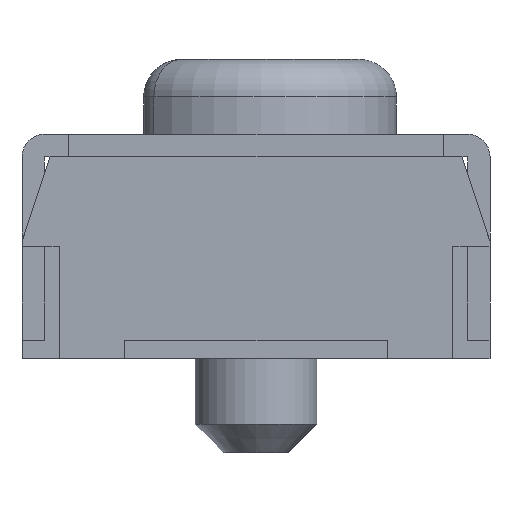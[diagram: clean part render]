
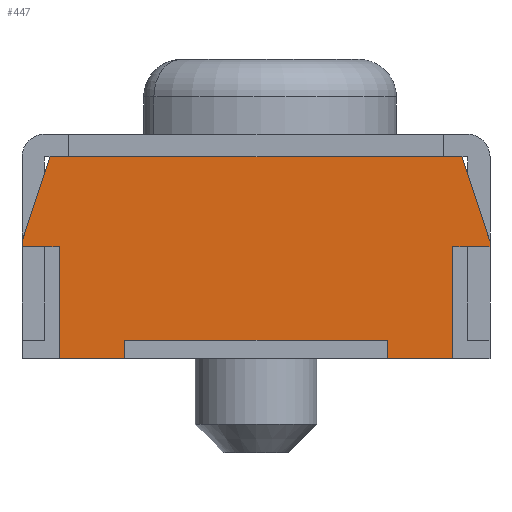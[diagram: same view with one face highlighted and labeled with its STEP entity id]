
A CAD part, left-side view. The second image highlights one B-rep face of the part: STEP entity #447.
In plain terms, the highlighted planar face has unit normal (-1, 0, 0).
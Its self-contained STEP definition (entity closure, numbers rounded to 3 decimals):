
#13=DIRECTION('',(0.,0.,1.));
#22=VERTEX_POINT('',#23);
#23=CARTESIAN_POINT('',(-1.5,-1.05,0.));
#28=DIRECTION('',(1.,0.,0.));
#30=EDGE_CURVE('',#22,#31,#33,.T.);
#31=VERTEX_POINT('',#32);
#32=CARTESIAN_POINT('',(-1.5,-1.05,0.6));
#33=LINE('',#23,#34);
#34=VECTOR('',#13,1.);
#47=VECTOR('',#48,1.);
#48=DIRECTION('',(0.,0.,-1.));
#97=VERTEX_POINT('',#98);
#98=CARTESIAN_POINT('',(-1.5,-0.7,0.));
#106=EDGE_CURVE('',#97,#22,#107,.T.);
#107=LINE('',#108,#109);
#108=CARTESIAN_POINT('',(-1.5,1.05,0.));
#109=VECTOR('',#110,1.);
#110=DIRECTION('',(0.,-1.,0.));
#176=VERTEX_POINT('',#108);
#178=EDGE_CURVE('',#176,#179,#107,.T.);
#179=VERTEX_POINT('',#180);
#180=CARTESIAN_POINT('',(-1.5,0.7,0.));
#226=VECTOR('',#227,1.);
#227=DIRECTION('',(0.,-1.,0.));
#287=VECTOR('',#288,1.);
#288=DIRECTION('',(0.,0.316,0.949));
#295=VECTOR('',#296,1.);
#296=DIRECTION('',(0.,-1.,0.));
#310=VECTOR('',#311,1.);
#311=DIRECTION('',(0.,-0.316,0.949));
#323=VECTOR('',#324,1.);
#324=DIRECTION('',(0.,1.,0.));
#437=ORIENTED_EDGE('',*,*,#438,.F.);
#438=EDGE_CURVE('',#31,#439,#441,.T.);
#439=VERTEX_POINT('',#440);
#440=CARTESIAN_POINT('',(-1.5,-1.13,0.6));
#441=LINE('',#32,#226);
#447=ADVANCED_FACE('',(#448),#517,.F.);
#448=FACE_BOUND('',#449,.F.);
#449=EDGE_LOOP('',(#450,#451,#456,#461,#465,#470,#475,#480,#485,#489,#494,#499,#437,#501,#502,#503,#508,#514));
#450=ORIENTED_EDGE('',*,*,#178,.F.);
#451=ORIENTED_EDGE('',*,*,#452,.T.);
#452=EDGE_CURVE('',#176,#453,#455,.T.);
#453=VERTEX_POINT('',#454);
#454=CARTESIAN_POINT('',(-1.5,1.05,0.6));
#455=LINE('',#108,#34);
#456=ORIENTED_EDGE('',*,*,#457,.T.);
#457=EDGE_CURVE('',#453,#458,#460,.T.);
#458=VERTEX_POINT('',#459);
#459=CARTESIAN_POINT('',(-1.5,1.13,0.6));
#460=LINE('',#454,#323);
#461=ORIENTED_EDGE('',*,*,#462,.T.);
#462=EDGE_CURVE('',#458,#463,#460,.T.);
#463=VERTEX_POINT('',#464);
#464=CARTESIAN_POINT('',(-1.5,1.25,0.6));
#465=ORIENTED_EDGE('',*,*,#466,.T.);
#466=EDGE_CURVE('',#463,#467,#469,.T.);
#467=VERTEX_POINT('',#468);
#468=CARTESIAN_POINT('',(-1.5,1.25,0.63));
#469=LINE('',#464,#34);
#470=ORIENTED_EDGE('',*,*,#471,.T.);
#471=EDGE_CURVE('',#467,#472,#474,.T.);
#472=VERTEX_POINT('',#473);
#473=CARTESIAN_POINT('',(-1.5,1.1,1.08));
#474=LINE('',#468,#310);
#475=ORIENTED_EDGE('',*,*,#476,.T.);
#476=EDGE_CURVE('',#472,#477,#479,.T.);
#477=VERTEX_POINT('',#478);
#478=CARTESIAN_POINT('',(-1.5,1.,1.08));
#479=LINE('',#473,#295);
#480=ORIENTED_EDGE('',*,*,#481,.T.);
#481=EDGE_CURVE('',#477,#482,#484,.T.);
#482=VERTEX_POINT('',#483);
#483=CARTESIAN_POINT('',(-1.5,-1.,1.08));
#484=LINE('',#478,#109);
#485=ORIENTED_EDGE('',*,*,#486,.T.);
#486=EDGE_CURVE('',#482,#487,#479,.T.);
#487=VERTEX_POINT('',#488);
#488=CARTESIAN_POINT('',(-1.5,-1.1,1.08));
#489=ORIENTED_EDGE('',*,*,#490,.F.);
#490=EDGE_CURVE('',#491,#487,#493,.T.);
#491=VERTEX_POINT('',#492);
#492=CARTESIAN_POINT('',(-1.5,-1.25,0.63));
#493=LINE('',#492,#287);
#494=ORIENTED_EDGE('',*,*,#495,.F.);
#495=EDGE_CURVE('',#496,#491,#498,.T.);
#496=VERTEX_POINT('',#497);
#497=CARTESIAN_POINT('',(-1.5,-1.25,0.6));
#498=LINE('',#497,#34);
#499=ORIENTED_EDGE('',*,*,#500,.F.);
#500=EDGE_CURVE('',#439,#496,#441,.T.);
#501=ORIENTED_EDGE('',*,*,#30,.F.);
#502=ORIENTED_EDGE('',*,*,#106,.F.);
#503=ORIENTED_EDGE('',*,*,#504,.T.);
#504=EDGE_CURVE('',#97,#505,#507,.T.);
#505=VERTEX_POINT('',#506);
#506=CARTESIAN_POINT('',(-1.5,-0.7,0.1));
#507=LINE('',#98,#34);
#508=ORIENTED_EDGE('',*,*,#509,.F.);
#509=EDGE_CURVE('',#510,#505,#512,.T.);
#510=VERTEX_POINT('',#511);
#511=CARTESIAN_POINT('',(-1.5,0.7,0.1));
#512=LINE('',#513,#109);
#513=CARTESIAN_POINT('',(-1.5,0.525,0.1));
#514=ORIENTED_EDGE('',*,*,#515,.T.);
#515=EDGE_CURVE('',#510,#179,#516,.T.);
#516=LINE('',#180,#47);
#517=PLANE('',#518);
#518=AXIS2_PLACEMENT_3D('',#108,#28,#110);
